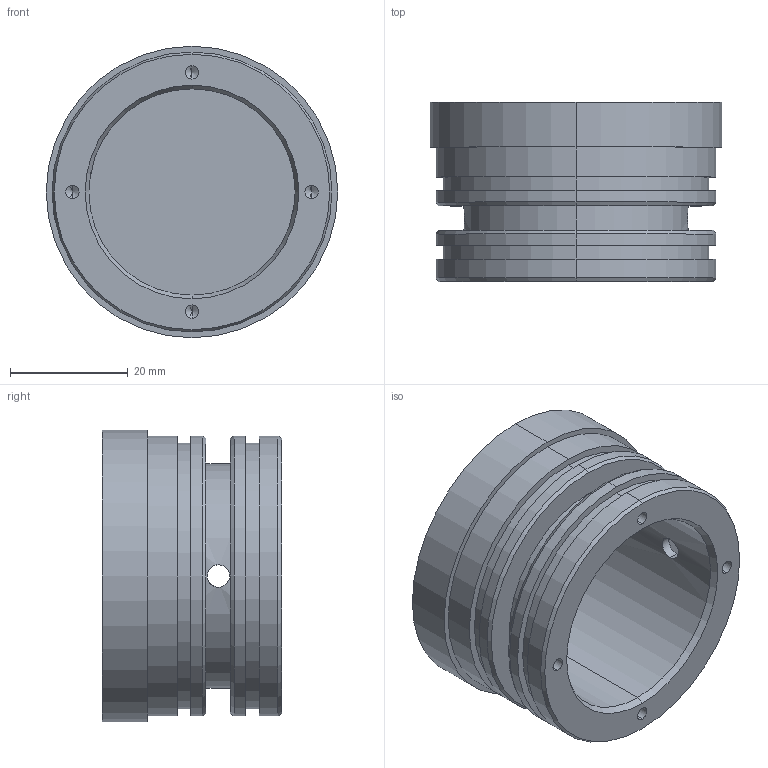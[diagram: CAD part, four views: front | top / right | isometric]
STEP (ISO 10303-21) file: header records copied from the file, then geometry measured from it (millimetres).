
FILE_DESCRIPTION (( 'STEP AP203' ), '1' );
FILE_NAME ('Magnetron Body.STEP', '2021-10-25T17:32:38', ( '' ), ( '' ), 'SwSTEP 2.0', 'SolidWorks 2020', '' );
FILE_SCHEMA (( 'CONFIG_CONTROL_DESIGN' ));
Length unit declared in the file: inch
Products named in the file (1): Magnetron Body
Bounding box: 49.53 x 30.48 x 49.53 mm (x, y, z)
Volume: 23682.3 mm3; surface area: 13500.2 mm2
Topology: 1 solids, 1 shells, 56 faces, 122 edges, 72 vertices
Faces by surface type: cylinder 30, cone 16, plane 10
Entity records: 1769 total; most frequent: CARTESIAN_POINT 459, DIRECTION 280, ORIENTED_EDGE 228, AXIS2_PLACEMENT_3D 117, EDGE_CURVE 114, EDGE_LOOP 72, VERTEX_POINT 72, CIRCLE 60
